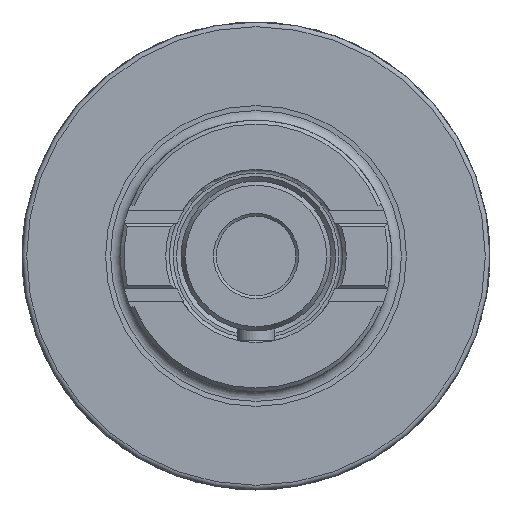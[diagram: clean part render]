
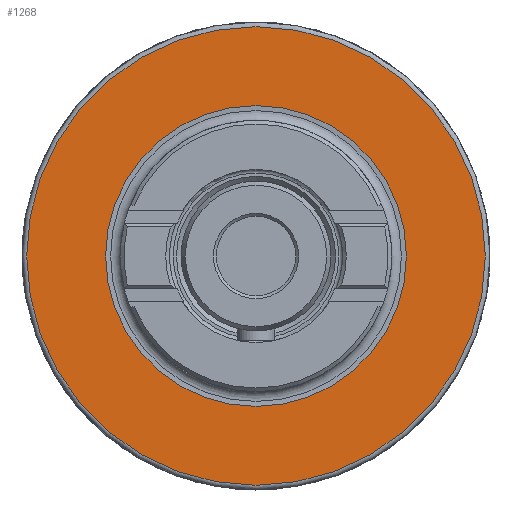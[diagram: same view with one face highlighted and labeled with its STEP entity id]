
A CAD part, left-side view. The second image highlights one B-rep face of the part: STEP entity #1268.
In plain terms, the highlighted planar face has unit normal (-1, 0, 0).
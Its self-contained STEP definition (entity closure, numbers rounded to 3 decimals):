
#1160=FACE_BOUND('',#1649,.T.);
#1161=FACE_BOUND('',#1650,.T.);
#1268=ADVANCED_FACE('',(#1160,#1161),#1386,.F.);
#1386=PLANE('',#3417);
#1649=EDGE_LOOP('',(#2087));
#1650=EDGE_LOOP('',(#2088));
#2087=ORIENTED_EDGE('',*,*,#2946,.T.);
#2088=ORIENTED_EDGE('',*,*,#2947,.F.);
#2638=VERTEX_POINT('',#5115);
#2639=VERTEX_POINT('',#5118);
#2946=EDGE_CURVE('',#2638,#2638,#3212,.T.);
#2947=EDGE_CURVE('',#2639,#2639,#3213,.T.);
#3212=CIRCLE('',#3414,48.995);
#3213=CIRCLE('',#3416,32.13);
#3414=AXIS2_PLACEMENT_3D('',#5114,#3888,#3889);
#3416=AXIS2_PLACEMENT_3D('',#5117,#3892,#3893);
#3417=AXIS2_PLACEMENT_3D('',#5119,#3894,#3895);
#3888=DIRECTION('',(-1.,0.,0.));
#3889=DIRECTION('',(0.,1.,0.));
#3892=DIRECTION('',(-1.,0.,0.));
#3893=DIRECTION('',(0.,1.,0.));
#3894=DIRECTION('',(1.,0.,0.));
#3895=DIRECTION('',(0.,1.,0.));
#5114=CARTESIAN_POINT('',(56.,0.,0.));
#5115=CARTESIAN_POINT('',(56.,48.995,0.));
#5117=CARTESIAN_POINT('',(56.,0.,0.));
#5118=CARTESIAN_POINT('',(56.,32.13,0.));
#5119=CARTESIAN_POINT('',(56.,0.,32.13));
